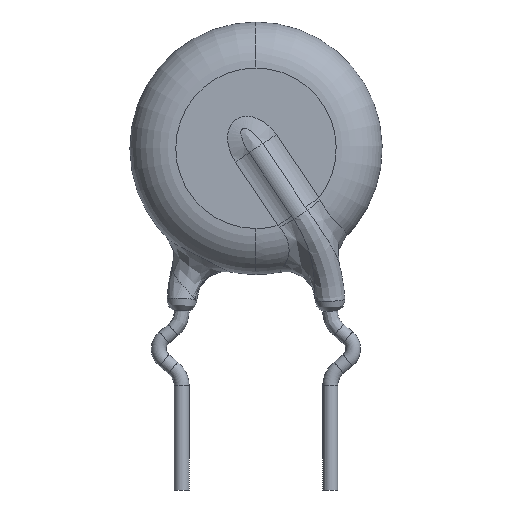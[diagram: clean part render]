
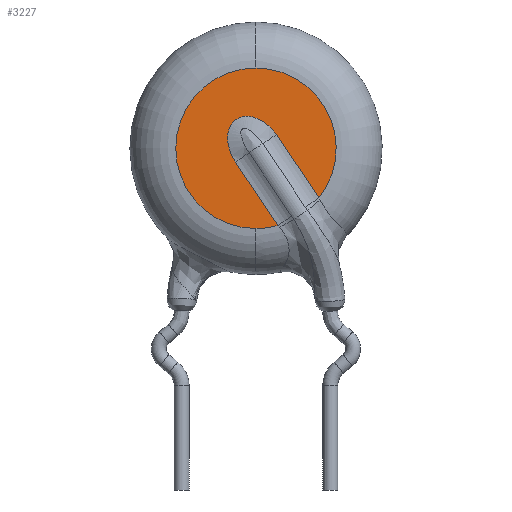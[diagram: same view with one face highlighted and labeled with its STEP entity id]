
A CAD part, front view. The second image highlights one B-rep face of the part: STEP entity #3227.
In plain terms, the highlighted planar face has unit normal (0, -1, 0).
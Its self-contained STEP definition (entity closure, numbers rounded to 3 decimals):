
#226 = FACE_OUTER_BOUND ( 'NONE', #6038, .T. ) ;
#433 = DIRECTION ( 'NONE',  ( 0.557, 0., -0.83 ) ) ;
#520 = CIRCLE ( 'NONE', #12699, 2.7 ) ;
#726 = DIRECTION ( 'NONE',  ( 0., 1., 0. ) ) ;
#858 = CARTESIAN_POINT ( 'NONE',  ( 0.744, -1.55, 2.904 ) ) ;
#1182 = CARTESIAN_POINT ( 'NONE',  ( 0., -1.55, 5.5 ) ) ;
#1337 = CARTESIAN_POINT ( 'NONE',  ( 0., -1.55, 5.5 ) ) ;
#1376 = ORIENTED_EDGE ( 'NONE', *, *, #5747, .F. ) ;
#1429 = CARTESIAN_POINT ( 'NONE',  ( -0.948, -1.55, 6.04 ) ) ;
#1479 = AXIS2_PLACEMENT_3D ( 'NONE', #1182, #2696, #15648 ) ;
#1503 = CARTESIAN_POINT ( 'NONE',  ( 0., -1.55, 5.5 ) ) ;
#1819 = CARTESIAN_POINT ( 'NONE',  ( 0.688, -1.55, 5.962 ) ) ;
#2684 = CARTESIAN_POINT ( 'NONE',  ( -0.551, -1.55, 6.547 ) ) ;
#2696 = DIRECTION ( 'NONE',  ( 0., 1., 0. ) ) ;
#2838 = CARTESIAN_POINT ( 'NONE',  ( -0.15, -1.55, 6.57 ) ) ;
#2934 = CARTESIAN_POINT ( 'NONE',  ( 0.34, -1.55, 6.366 ) ) ;
#3227 = ADVANCED_FACE ( 'NONE', ( #226 ), #9720, .F. ) ;
#4144 = CARTESIAN_POINT ( 'NONE',  ( -0.762, -1.55, 5.148 ) ) ;
#4548 = CARTESIAN_POINT ( 'NONE',  ( -0.688, -1.55, 5.038 ) ) ;
#4570 = VERTEX_POINT ( 'NONE', #15958 ) ;
#4694 = ORIENTED_EDGE ( 'NONE', *, *, #7151, .T. ) ;
#4931 = CARTESIAN_POINT ( 'NONE',  ( 0., -1.55, 5.5 ) ) ;
#5205 = CARTESIAN_POINT ( 'NONE',  ( 0.54, -1.55, 6.183 ) ) ;
#5521 = VECTOR ( 'NONE', #433, 1000. ) ;
#5644 = EDGE_CURVE ( 'NONE', #9480, #13018, #520, .T. ) ;
#5686 = DIRECTION ( 'NONE',  ( 0., 0., 1. ) ) ;
#5747 = EDGE_CURVE ( 'NONE', #8997, #4570, #12999, .T. ) ;
#6038 = EDGE_LOOP ( 'NONE', ( #6169, #4694, #8012, #17083, #1376, #14021 ) ) ;
#6169 = ORIENTED_EDGE ( 'NONE', *, *, #11022, .T. ) ;
#6502 = CARTESIAN_POINT ( 'NONE',  ( -0.96, -1.55, 5.905 ) ) ;
#6541 = CARTESIAN_POINT ( 'NONE',  ( -0.688, -1.55, 5.038 ) ) ;
#6593 = CARTESIAN_POINT ( 'NONE',  ( -0.913, -1.55, 5.512 ) ) ;
#6663 = DIRECTION ( 'NONE',  ( 0., 1., 0. ) ) ;
#7151 = EDGE_CURVE ( 'NONE', #14046, #13018, #12775, .T. ) ;
#7519 = AXIS2_PLACEMENT_3D ( 'NONE', #4931, #726, #13806 ) ;
#7690 = DIRECTION ( 'NONE',  ( 0., 0., 1. ) ) ;
#7867 = CARTESIAN_POINT ( 'NONE',  ( 0.688, -1.55, 5.962 ) ) ;
#8012 = ORIENTED_EDGE ( 'NONE', *, *, #5644, .F. ) ;
#8393 = VECTOR ( 'NONE', #15084, 1000. ) ;
#8583 = EDGE_CURVE ( 'NONE', #4570, #9480, #8929, .T. ) ;
#8929 = CIRCLE ( 'NONE', #1479, 2.7 ) ;
#8997 = VERTEX_POINT ( 'NONE', #858 ) ;
#9480 = VERTEX_POINT ( 'NONE', #9545 ) ;
#9545 = CARTESIAN_POINT ( 'NONE',  ( 0., -1.55, 8.2 ) ) ;
#9720 = PLANE ( 'NONE',  #7519 ) ;
#10750 = CARTESIAN_POINT ( 'NONE',  ( -0.416, -1.55, 6.578 ) ) ;
#11022 = EDGE_CURVE ( 'NONE', #13236, #14046, #11362, .T. ) ;
#11362 = B_SPLINE_CURVE_WITH_KNOTS ( 'NONE', 3,
 ( #16444, #4144, #12084, #6593, #15803, #6502, #1429, #11840, #14673, #2684, #10750, #2838, #17055, #2934, #5205, #7867 ),
 .UNSPECIFIED., .F., .F.,
 ( 4, 2, 2, 2, 2, 2, 2, 4 ),
 ( 0., 0., 0.001, 0.001, 0.002, 0.002, 0.002, 0.003 ),
 .UNSPECIFIED. ) ;
#11840 = CARTESIAN_POINT ( 'NONE',  ( -0.854, -1.55, 6.29 ) ) ;
#11890 = CARTESIAN_POINT ( 'NONE',  ( 2.12, -1.55, 3.829 ) ) ;
#12069 = DIRECTION ( 'NONE',  ( 0., 1., 0. ) ) ;
#12084 = CARTESIAN_POINT ( 'NONE',  ( -0.822, -1.55, 5.265 ) ) ;
#12611 = EDGE_CURVE ( 'NONE', #8997, #13236, #16381, .T. ) ;
#12699 = AXIS2_PLACEMENT_3D ( 'NONE', #1337, #6663, #7690 ) ;
#12775 = LINE ( 'NONE', #1819, #5521 ) ;
#12999 = CIRCLE ( 'NONE', #15188, 2.7 ) ;
#13018 = VERTEX_POINT ( 'NONE', #11890 ) ;
#13236 = VERTEX_POINT ( 'NONE', #6541 ) ;
#13806 = DIRECTION ( 'NONE',  ( 0., 0., 1. ) ) ;
#14021 = ORIENTED_EDGE ( 'NONE', *, *, #12611, .T. ) ;
#14046 = VERTEX_POINT ( 'NONE', #14219 ) ;
#14219 = CARTESIAN_POINT ( 'NONE',  ( 0.688, -1.55, 5.962 ) ) ;
#14673 = CARTESIAN_POINT ( 'NONE',  ( -0.773, -1.55, 6.401 ) ) ;
#15084 = DIRECTION ( 'NONE',  ( -0.557, 0., 0.83 ) ) ;
#15188 = AXIS2_PLACEMENT_3D ( 'NONE', #1503, #12069, #5686 ) ;
#15648 = DIRECTION ( 'NONE',  ( 0., 0., 1. ) ) ;
#15803 = CARTESIAN_POINT ( 'NONE',  ( -0.943, -1.55, 5.643 ) ) ;
#15958 = CARTESIAN_POINT ( 'NONE',  ( 0., -1.55, 2.8 ) ) ;
#16381 = LINE ( 'NONE', #4548, #8393 ) ;
#16444 = CARTESIAN_POINT ( 'NONE',  ( -0.688, -1.55, 5.038 ) ) ;
#17055 = CARTESIAN_POINT ( 'NONE',  ( -0.021, -1.55, 6.534 ) ) ;
#17083 = ORIENTED_EDGE ( 'NONE', *, *, #8583, .F. ) ;
